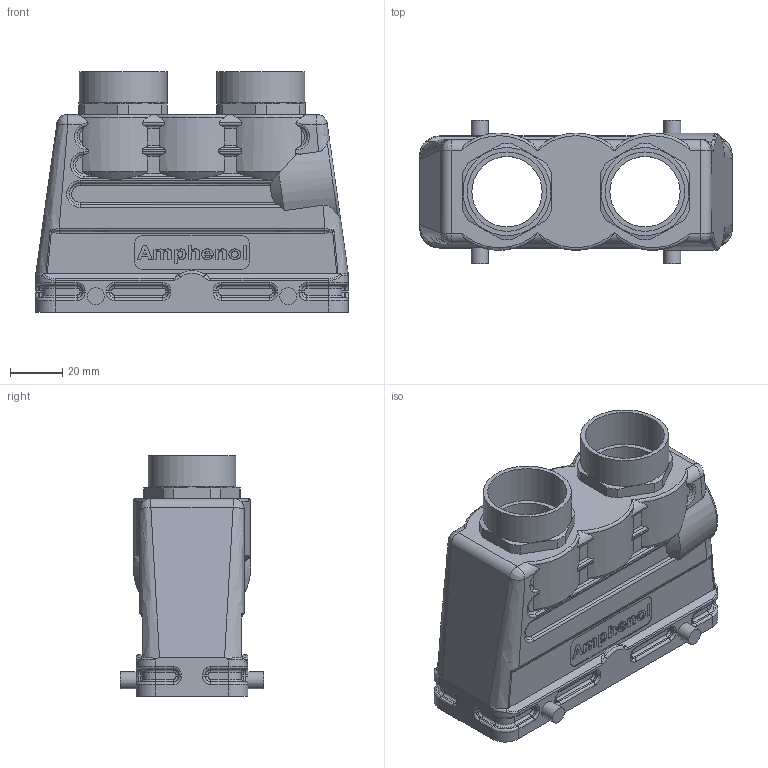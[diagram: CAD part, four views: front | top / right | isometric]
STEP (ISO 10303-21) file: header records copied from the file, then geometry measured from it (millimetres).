
FILE_DESCRIPTION(/* description */ (''),/* implementation_level */ '2;1');
FILE_NAME(/* name */ 'c146 10r024 903 8nxc001-01.stp',/* time_stamp */ '2022-01-19T16:24:48+01:00',/* author */ (''),/* organization */ (''),/* preprocessor_version */ 'ST-DEVELOPER v16.7',/* originating_system */ 'SIEMENS PLM Software NX 12.0',/* authorisation */ '');
FILE_SCHEMA (('AUTOMOTIVE_DESIGN { 1 0 10303 214 3 1 1 1 }'));
Length unit declared in the file: millimetre
Products named in the file (4): C146 K47 052 E8-01; n 16 032 0112 1nxm001-03; c146 10r024 903 8nxm001-05; c146 10r024 903 8nxc001-01
Assembly tree (4 placements, depth 3):
  c146 10r024 903 8nxc001-01
    c146 10r024 903 8nxm001-05
      n 16 032 0112 1nxm001-03  x2
      C146 K47 052 E8-01
Bounding box: 120.01 x 55 x 92.5 mm (x, y, z)
Volume: 83436.8 mm3; surface area: 60491.4 mm2
Topology: 1 solids, 1 shells, 805 faces, 2051 edges, 1287 vertices
Faces by surface type: plane 263, cylinder 231, bspline 189, extrusion 74, cone 40, torus 8
Full cylindrical faces by diameter (mm): 2.5 x4, 6 x2, 6.5 x4, 27 x2, 30.5 x2, 32 x2, 33.8 x2
Entity records: 34809 total; most frequent: CARTESIAN_POINT 11958, ORIENTED_EDGE 3988, DIRECTION 3174, EDGE_CURVE 1994, VERTEX_POINT 1275, AXIS2_PLACEMENT_3D 1115, VECTOR 944, EDGE_LOOP 889
